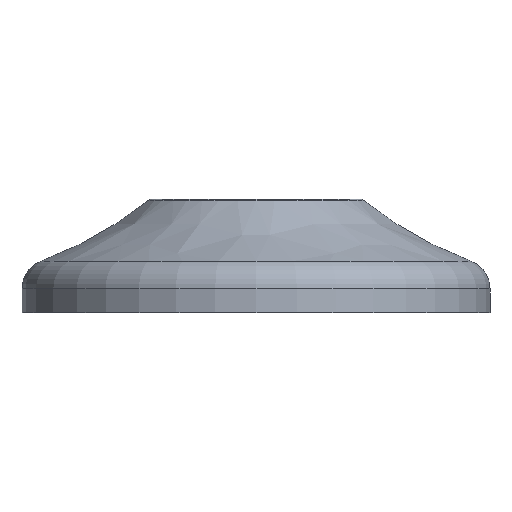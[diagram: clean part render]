
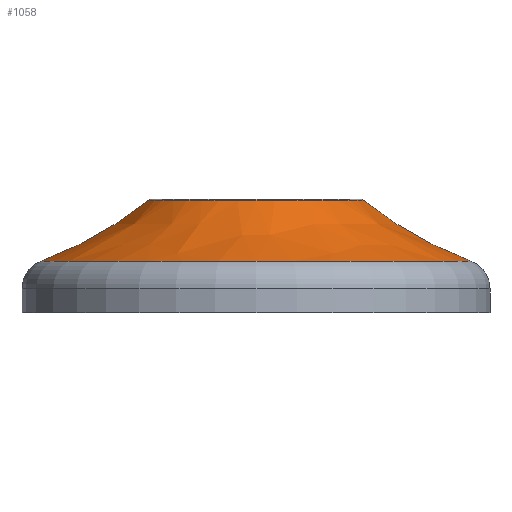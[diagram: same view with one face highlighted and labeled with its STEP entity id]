
A CAD part, left-side view. The second image highlights one B-rep face of the part: STEP entity #1058.
In plain terms, the highlighted free-form (B-spline) face has degree [3, 3] with [4, 4] control points.
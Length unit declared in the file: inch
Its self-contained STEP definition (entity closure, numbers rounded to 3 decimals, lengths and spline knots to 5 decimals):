
#95=CARTESIAN_POINT('',(0.66345,0.,0.));
#96=DIRECTION('',(1.,0.,0.));
#97=DIRECTION('',(0.,0.,1.));
#98=AXIS2_PLACEMENT_3D('',#95,#96,#97);
#100=CARTESIAN_POINT('',(2.46893,0.,-2.07348));
#101=DIRECTION('',(0.,1.,0.));
#102=DIRECTION('',(-0.937,0.,0.35));
#103=AXIS2_PLACEMENT_3D('',#100,#101,#102);
#105=CARTESIAN_POINT('',(0.30537,0.,0.));
#106=DIRECTION('',(1.,0.,0.));
#107=DIRECTION('',(0.,0.,1.));
#108=AXIS2_PLACEMENT_3D('',#105,#106,#107);
#110=CARTESIAN_POINT('',(2.46893,0.,2.07348));
#111=DIRECTION('',(0.,-1.,0.));
#112=DIRECTION('',(-0.937,0.,-0.35));
#113=AXIS2_PLACEMENT_3D('',#110,#111,#112);
#953=CARTESIAN_POINT('',(0.30537,0.,-1.26524));
#954=CARTESIAN_POINT('',(0.30537,0.,1.26524));
#955=VERTEX_POINT('',#953);
#956=VERTEX_POINT('',#954);
#961=CARTESIAN_POINT('',(0.66345,0.,0.63317));
#962=CARTESIAN_POINT('',(0.66345,0.,-0.63317));
#963=VERTEX_POINT('',#961);
#964=VERTEX_POINT('',#962);
#1032=CARTESIAN_POINT('',(0.30537,0.,-1.26524));
#1033=CARTESIAN_POINT('',(0.39082,0.,-1.0365));
#1034=CARTESIAN_POINT('',(0.51118,0.,-0.82405));
#1035=CARTESIAN_POINT('',(0.66345,0.,-0.63317));
#1036=CARTESIAN_POINT('',(0.30537,-2.53048,
-1.26524));
#1037=CARTESIAN_POINT('',(0.39082,-2.07301,
-1.0365));
#1038=CARTESIAN_POINT('',(0.51118,-1.6481,
-0.82405));
#1039=CARTESIAN_POINT('',(0.66345,-1.26634,
-0.63317));
#1040=CARTESIAN_POINT('',(0.30537,-2.53048,
1.26524));
#1041=CARTESIAN_POINT('',(0.39082,-2.07301,
1.0365));
#1042=CARTESIAN_POINT('',(0.51118,-1.6481,
0.82405));
#1043=CARTESIAN_POINT('',(0.66345,-1.26634,
0.63317));
#1044=CARTESIAN_POINT('',(0.30537,0.,1.26524));
#1045=CARTESIAN_POINT('',(0.39082,0.,1.0365));
#1046=CARTESIAN_POINT('',(0.51118,0.,0.82405));
#1047=CARTESIAN_POINT('',(0.66345,0.,0.63317));
#1048=(BOUNDED_SURFACE()B_SPLINE_SURFACE(3,3,((#1032,#1033,#1034,#1035),(#1036,
#1037,#1038,#1039),(#1040,#1041,#1042,#1043),(#1044,#1045,#1046,#1047)),
.UNSPECIFIED.,.F.,.F.,.F.)B_SPLINE_SURFACE_WITH_KNOTS((4,4),(4,4),(0.,1.),(
0.,1.),.UNSPECIFIED.)GEOMETRIC_REPRESENTATION_ITEM()RATIONAL_B_SPLINE_SURFACE(((2.013,1.996,1.996,2.013),(
0.671,0.665,0.665,0.671),(
0.671,0.665,0.665,0.671),(
2.013,1.996,1.996,2.013)))REPRESENTATION_ITEM('')SURFACE());
#1050=ORIENTED_EDGE('',*,*,#1049,.T.);
#1052=ORIENTED_EDGE('',*,*,#1051,.F.);
#1053=ORIENTED_EDGE('',*,*,#1022,.F.);
#1055=ORIENTED_EDGE('',*,*,#1054,.T.);
#1056=EDGE_LOOP('',(#1050,#1052,#1053,#1055));
#1057=FACE_OUTER_BOUND('',#1056,.F.);
#1058=ADVANCED_FACE('',(#1057),#1048,.F.);
#99=CIRCLE('',#98,0.63317);
#104=CIRCLE('',#103,2.3096);
#109=CIRCLE('',#108,1.26524);
#114=CIRCLE('',#113,2.3096);
#1022=EDGE_CURVE('',#956,#955,#109,.T.);
#1049=EDGE_CURVE('',#963,#964,#99,.T.);
#1051=EDGE_CURVE('',#955,#964,#104,.T.);
#1054=EDGE_CURVE('',#956,#963,#114,.T.);
